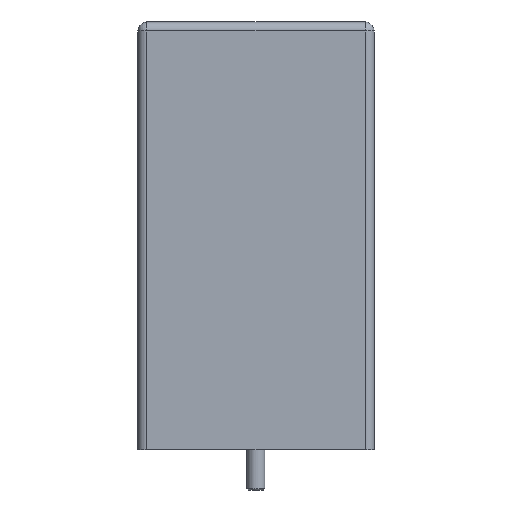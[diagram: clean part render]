
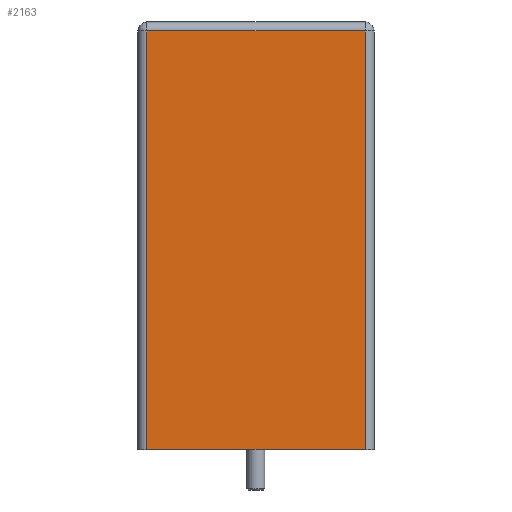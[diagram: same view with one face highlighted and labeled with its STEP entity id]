
A CAD part, front view. The second image highlights one B-rep face of the part: STEP entity #2163.
In plain terms, the highlighted planar face has unit normal (0, -1, 0).
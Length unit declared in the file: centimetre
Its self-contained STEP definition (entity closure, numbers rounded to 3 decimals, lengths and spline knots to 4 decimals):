
#79=VECTOR('',#2930,1.);
#334=VECTOR('',#3296,1.);
#335=VECTOR('',#3304,1.);
#336=VECTOR('',#3305,1.);
#345=LINE('',#2336,#79);
#600=LINE('',#2867,#334);
#601=LINE('',#2873,#335);
#602=LINE('',#2875,#336);
#706=PLANE('',#2294);
#727=VERTEX_POINT('',#2335);
#728=VERTEX_POINT('',#2337);
#901=VERTEX_POINT('',#2866);
#903=VERTEX_POINT('',#2874);
#939=EDGE_CURVE('',#728,#727,#345,.T.);
#1200=EDGE_CURVE('',#901,#727,#600,.T.);
#1203=EDGE_CURVE('',#903,#901,#601,.T.);
#1204=EDGE_CURVE('',#728,#903,#602,.T.);
#1714=ORIENTED_EDGE('',*,*,#1200,.F.);
#1715=ORIENTED_EDGE('',*,*,#1203,.F.);
#1716=ORIENTED_EDGE('',*,*,#1204,.F.);
#1717=ORIENTED_EDGE('',*,*,#939,.T.);
#1911=EDGE_LOOP('',(#1714,#1715,#1716,#1717));
#2043=FACE_BOUND('',#1911,.T.);
#2163=ADVANCED_FACE('',(#2043),#706,.T.);
#2294=AXIS2_PLACEMENT_3D('',#2872,#3303,$);
#2335=CARTESIAN_POINT('',(0.485,-1.325,0.));
#2336=CARTESIAN_POINT('',(-0.525,-1.325,0.));
#2337=CARTESIAN_POINT('',(-0.485,-1.325,0.));
#2866=CARTESIAN_POINT('',(0.485,-1.325,1.86));
#2867=CARTESIAN_POINT('',(0.485,-1.325,0.));
#2872=CARTESIAN_POINT('',(0.,-1.325,0.));
#2873=CARTESIAN_POINT('',(0.,-1.325,1.86));
#2874=CARTESIAN_POINT('',(-0.485,-1.325,1.86));
#2875=CARTESIAN_POINT('',(-0.485,-1.325,0.));
#2930=DIRECTION('',(1.,0.,0.));
#3296=DIRECTION('',(0.,0.,-1.));
#3303=DIRECTION('',(0.,-1.,0.));
#3304=DIRECTION('',(1.,0.,0.));
#3305=DIRECTION('',(0.,0.,1.));
